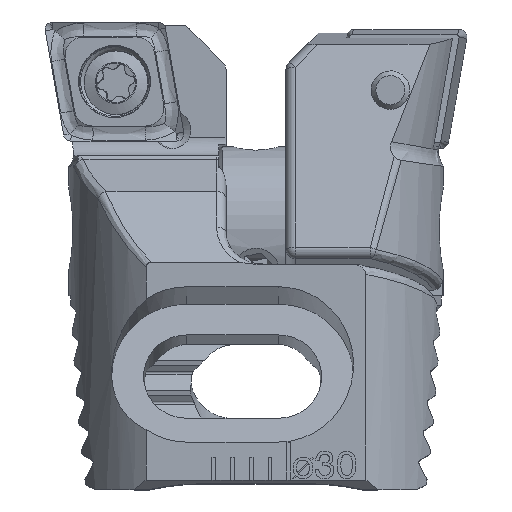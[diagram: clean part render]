
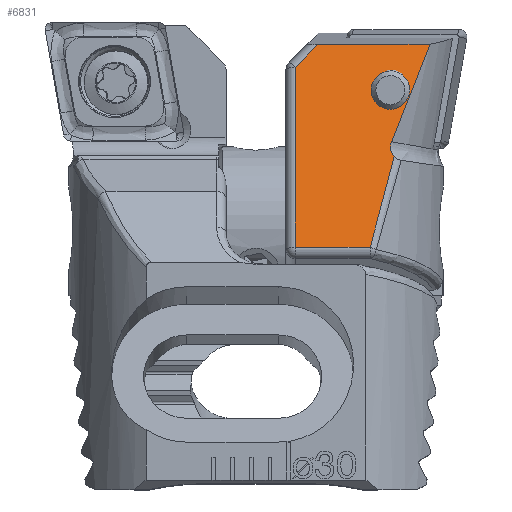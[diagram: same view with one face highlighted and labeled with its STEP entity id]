
A CAD part, top view. The second image highlights one B-rep face of the part: STEP entity #6831.
In plain terms, the highlighted face is planar.
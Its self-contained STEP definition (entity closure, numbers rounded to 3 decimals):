
#83 = CARTESIAN_POINT ( 'NONE',  ( 3.878, -7.185, -6.475 ) ) ;
#161 = CARTESIAN_POINT ( 'NONE',  ( 2.623, -3.058, -5.369 ) ) ;
#686 = DIRECTION ( 'NONE',  ( 0., -0.966, -0.259 ) ) ;
#777 = VERTEX_POINT ( 'NONE', #4455 ) ;
#1236 = CARTESIAN_POINT ( 'NONE',  ( 5.156, -12.022, -7.771 ) ) ;
#1266 = AXIS2_PLACEMENT_3D ( 'NONE', #17712, #12250, #3625 ) ;
#1432 = EDGE_CURVE ( 'NONE', #5449, #777, #4835, .T. ) ;
#1881 = CARTESIAN_POINT ( 'NONE',  ( 4.689, -10.565, -7.38 ) ) ;
#2543 = EDGE_CURVE ( 'NONE', #6860, #11601, #3768, .T. ) ;
#2769 = B_SPLINE_CURVE_WITH_KNOTS ( 'NONE', 3,
 ( #17475, #7028, #12152, #5254, #13927, #12007 ),
 .UNSPECIFIED., .F., .F.,
 ( 4, 2, 4 ),
 ( 0.003, 0.004, 0.004 ),
 .UNSPECIFIED. ) ;
#3218 = CARTESIAN_POINT ( 'NONE',  ( 1.862, -3.029, -5.361 ) ) ;
#3625 = DIRECTION ( 'NONE',  ( 0., -0.966, -0.259 ) ) ;
#3768 = LINE ( 'NONE', #18863, #16221 ) ;
#4166 = CARTESIAN_POINT ( 'NONE',  ( 23.241, -1.327, -4.905 ) ) ;
#4339 = ORIENTED_EDGE ( 'NONE', *, *, #11219, .F. ) ;
#4455 = CARTESIAN_POINT ( 'NONE',  ( 9.15, -2.419, -5.198 ) ) ;
#4835 = LINE ( 'NONE', #22183, #21449 ) ;
#4898 = EDGE_CURVE ( 'NONE', #19879, #8139, #2769, .T. ) ;
#4910 = DIRECTION ( 'NONE',  ( 0.695, -0.695, -0.186 ) ) ;
#5061 = ORIENTED_EDGE ( 'NONE', *, *, #4898, .T. ) ;
#5117 = PLANE ( 'NONE',  #1266 ) ;
#5254 = CARTESIAN_POINT ( 'NONE',  ( 4.089, -6.674, -6.338 ) ) ;
#5341 = CARTESIAN_POINT ( 'NONE',  ( 1.965, -1.186, -4.867 ) ) ;
#5449 = VERTEX_POINT ( 'NONE', #20529 ) ;
#6281 = FACE_OUTER_BOUND ( 'NONE', #19533, .T. ) ;
#6831 = ADVANCED_FACE ( 'NONE', ( #8678, #6281 ), #5117, .F. ) ;
#6843 = EDGE_CURVE ( 'NONE', #11601, #19879, #14785, .T. ) ;
#6860 = VERTEX_POINT ( 'NONE', #21163 ) ;
#7028 = CARTESIAN_POINT ( 'NONE',  ( 3.972, -7.08, -6.446 ) ) ;
#8139 = VERTEX_POINT ( 'NONE', #17768 ) ;
#8625 =( BOUNDED_CURVE ( )  B_SPLINE_CURVE ( 3, ( #10282, #10581, #161, #13744 ),
 .UNSPECIFIED., .F., .F. ) 
 B_SPLINE_CURVE_WITH_KNOTS ( ( 4, 4 ),
 ( 3.989, 4.188 ),
 .UNSPECIFIED. ) 
 CURVE ( )  GEOMETRIC_REPRESENTATION_ITEM ( )  RATIONAL_B_SPLINE_CURVE ( ( 1., 0.997, 0.997, 1. ) ) 
 REPRESENTATION_ITEM ( '' )  );
#8678 = FACE_BOUND ( 'NONE', #12095, .T. ) ;
#8896 = CARTESIAN_POINT ( 'NONE',  ( 4.262, -8.948, -6.947 ) ) ;
#8990 = VECTOR ( 'NONE', #16304, 1000. ) ;
#9459 = EDGE_CURVE ( 'NONE', #8139, #15904, #8625, .T. ) ;
#10282 = CARTESIAN_POINT ( 'NONE',  ( 4.01, -6.401, -6.264 ) ) ;
#10581 = CARTESIAN_POINT ( 'NONE',  ( 3.307, -4.802, -5.836 ) ) ;
#10688 = ORIENTED_EDGE ( 'NONE', *, *, #2543, .T. ) ;
#10851 = EDGE_CURVE ( 'NONE', #11638, #11638, #18088, .T. ) ;
#11013 = CARTESIAN_POINT ( 'NONE',  ( 9.15, -0.004, -4.551 ) ) ;
#11219 = EDGE_CURVE ( 'NONE', #5449, #15904, #18231, .T. ) ;
#11601 = VERTEX_POINT ( 'NONE', #1236 ) ;
#11638 = VERTEX_POINT ( 'NONE', #16655 ) ;
#11910 = CARTESIAN_POINT ( 'NONE',  ( 2.283, -5.041, -5.9 ) ) ;
#11989 = CARTESIAN_POINT ( 'NONE',  ( 6.302, -4.255, -5.689 ) ) ;
#12007 = CARTESIAN_POINT ( 'NONE',  ( 4.01, -6.401, -6.264 ) ) ;
#12095 = EDGE_LOOP ( 'NONE', ( #17431 ) ) ;
#12152 = CARTESIAN_POINT ( 'NONE',  ( 4.041, -6.95, -6.412 ) ) ;
#12250 = DIRECTION ( 'NONE',  ( 0., -0.259, 0.966 ) ) ;
#13703 = CARTESIAN_POINT ( 'NONE',  ( 5.88, -2.243, -5.15 ) ) ;
#13744 = CARTESIAN_POINT ( 'NONE',  ( 1.965, -1.186, -4.867 ) ) ;
#13888 = DIRECTION ( 'NONE',  ( -1., 0., 0. ) ) ;
#13927 = CARTESIAN_POINT ( 'NONE',  ( 4.068, -6.53, -6.299 ) ) ;
#14785 =( BOUNDED_CURVE ( )  B_SPLINE_CURVE ( 3, ( #15884, #1881, #8896, #15741 ),
 .UNSPECIFIED., .F., .T. ) 
 B_SPLINE_CURVE_WITH_KNOTS ( ( 4, 4 ),
 ( 3.838, 4.03 ),
 .UNSPECIFIED. ) 
 CURVE ( )  GEOMETRIC_REPRESENTATION_ITEM ( )  RATIONAL_B_SPLINE_CURVE ( ( 1., 0.997, 0.997, 1. ) ) 
 REPRESENTATION_ITEM ( '' )  );
#15324 = CARTESIAN_POINT ( 'NONE',  ( 3.871, -2.636, -5.256 ) ) ;
#15409 = ORIENTED_EDGE ( 'NONE', *, *, #9459, .T. ) ;
#15741 = CARTESIAN_POINT ( 'NONE',  ( 3.878, -7.185, -6.475 ) ) ;
#15884 = CARTESIAN_POINT ( 'NONE',  ( 5.156, -12.022, -7.771 ) ) ;
#15904 = VERTEX_POINT ( 'NONE', #5341 ) ;
#16221 = VECTOR ( 'NONE', #13888, 1000. ) ;
#16304 = DIRECTION ( 'NONE',  ( -1., 0.007, 0.002 ) ) ;
#16655 = CARTESIAN_POINT ( 'NONE',  ( 3.871, -2.636, -5.256 ) ) ;
#17431 = ORIENTED_EDGE ( 'NONE', *, *, #10851, .T. ) ;
#17475 = CARTESIAN_POINT ( 'NONE',  ( 3.878, -7.185, -6.475 ) ) ;
#17588 = ORIENTED_EDGE ( 'NONE', *, *, #6843, .T. ) ;
#17712 = CARTESIAN_POINT ( 'NONE',  ( 23.25, -0.004, -4.551 ) ) ;
#17768 = CARTESIAN_POINT ( 'NONE',  ( 4.01, -6.401, -6.264 ) ) ;
#18088 =( BOUNDED_CURVE ( )  B_SPLINE_CURVE ( 3, ( #22215, #3218, #11910, #22433, #11989, #13703, #15324 ),
 .UNSPECIFIED., .T., .F. ) 
 B_SPLINE_CURVE_WITH_KNOTS ( ( 4, 3, 4 ),
 ( 0., 3.142, 6.283 ),
 .UNSPECIFIED. ) 
 CURVE ( )  GEOMETRIC_REPRESENTATION_ITEM ( )  RATIONAL_B_SPLINE_CURVE ( ( 1., 0.333, 0.333, 1., 0.333, 0.333, 1. ) ) 
 REPRESENTATION_ITEM ( '' )  );
#18231 = LINE ( 'NONE', #4166, #8990 ) ;
#18454 = ORIENTED_EDGE ( 'NONE', *, *, #21343, .T. ) ;
#18863 = CARTESIAN_POINT ( 'NONE',  ( 23.25, -12.022, -7.771 ) ) ;
#19533 = EDGE_LOOP ( 'NONE', ( #5061, #15409, #4339, #21363, #18454, #10688, #17588 ) ) ;
#19879 = VERTEX_POINT ( 'NONE', #83 ) ;
#20504 = LINE ( 'NONE', #11013, #21062 ) ;
#20529 = CARTESIAN_POINT ( 'NONE',  ( 7.957, -1.226, -4.878 ) ) ;
#21062 = VECTOR ( 'NONE', #686, 1000. ) ;
#21163 = CARTESIAN_POINT ( 'NONE',  ( 9.15, -12.022, -7.771 ) ) ;
#21343 = EDGE_CURVE ( 'NONE', #777, #6860, #20504, .T. ) ;
#21363 = ORIENTED_EDGE ( 'NONE', *, *, #1432, .T. ) ;
#21449 = VECTOR ( 'NONE', #4910, 1000. ) ;
#22183 = CARTESIAN_POINT ( 'NONE',  ( 14.706, -7.975, -6.686 ) ) ;
#22215 = CARTESIAN_POINT ( 'NONE',  ( 3.871, -2.636, -5.256 ) ) ;
#22433 = CARTESIAN_POINT ( 'NONE',  ( 4.293, -4.648, -5.795 ) ) ;
